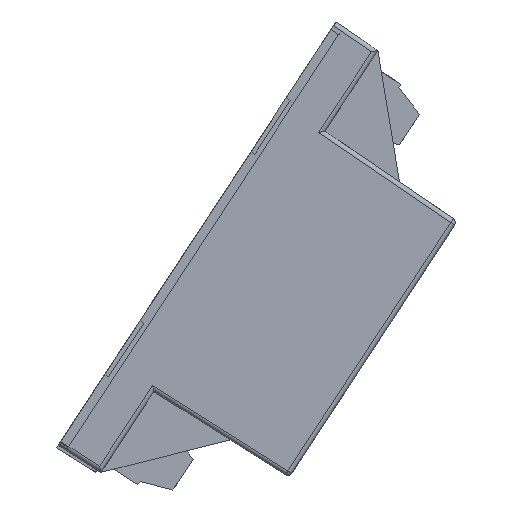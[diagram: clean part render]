
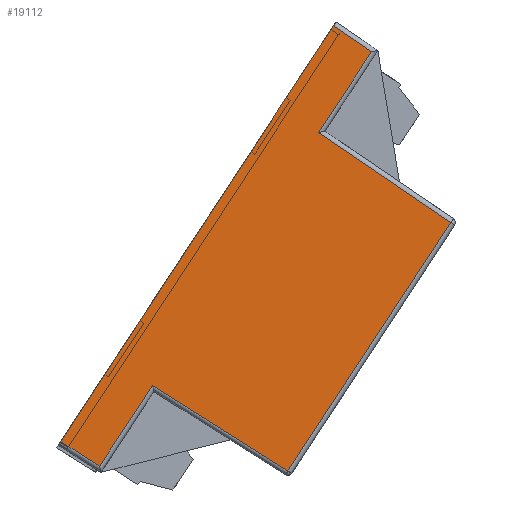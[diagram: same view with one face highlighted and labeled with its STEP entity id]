
A CAD part, front view. The second image highlights one B-rep face of the part: STEP entity #19112.
In plain terms, the highlighted face is planar.
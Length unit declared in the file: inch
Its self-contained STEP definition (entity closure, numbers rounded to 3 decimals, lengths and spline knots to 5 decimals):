
#216 = CARTESIAN_POINT ( 'NONE',  ( 1.09675, -0.17501, -0.84695 ) ) ;
#337 = CARTESIAN_POINT ( 'NONE',  ( -0.30988, -0.17501, -0.84695 ) ) ;
#424 = VECTOR ( 'NONE', #7235, 39.37008 ) ;
#520 = LINE ( 'NONE', #8996, #531 ) ;
#531 = VECTOR ( 'NONE', #15880, 39.37008 ) ;
#744 = CARTESIAN_POINT ( 'NONE',  ( 1.07363, -0.17501, -0.84695 ) ) ;
#829 = EDGE_CURVE ( 'NONE', #8807, #2227, #17520, .T. ) ;
#860 = LINE ( 'NONE', #744, #1462 ) ;
#1401 = ORIENTED_EDGE ( 'NONE', *, *, #14165, .F. ) ;
#1462 = VECTOR ( 'NONE', #9339, 39.37008 ) ;
#1883 = VECTOR ( 'NONE', #14207, 39.37008 ) ;
#2227 = VERTEX_POINT ( 'NONE', #8760 ) ;
#2557 = CARTESIAN_POINT ( 'NONE',  ( 0.6634, -0.35636, -0.85012 ) ) ;
#3307 = VECTOR ( 'NONE', #22327, 39.37008 ) ;
#3405 = VERTEX_POINT ( 'NONE', #7458 ) ;
#3557 = EDGE_CURVE ( 'NONE', #17996, #17886, #860, .T. ) ;
#3708 = LINE ( 'NONE', #216, #4874 ) ;
#3971 = EDGE_CURVE ( 'NONE', #7023, #8807, #13638, .T. ) ;
#4361 = LINE ( 'NONE', #2557, #22151 ) ;
#4874 = VECTOR ( 'NONE', #15911, 39.37008 ) ;
#5491 = CARTESIAN_POINT ( 'NONE',  ( -0.6392, -0.35636, -0.85012 ) ) ;
#6071 = EDGE_CURVE ( 'NONE', #3405, #13347, #520, .T. ) ;
#6767 = EDGE_LOOP ( 'NONE', ( #21110, #19131, #20558, #1401, #10242, #19051, #21526, #8757 ) ) ;
#7023 = VERTEX_POINT ( 'NONE', #12108 ) ;
#7185 = VECTOR ( 'NONE', #10361, 39.37008 ) ;
#7235 = DIRECTION ( 'NONE',  ( 1., 0., 0. ) ) ;
#7458 = CARTESIAN_POINT ( 'NONE',  ( -0.62407, 0.51003, -0.83499 ) ) ;
#7697 = AXIS2_PLACEMENT_3D ( 'NONE', #13115, #18742, #11867 ) ;
#7840 = EDGE_CURVE ( 'NONE', #17996, #13440, #3708, .T. ) ;
#8757 = ORIENTED_EDGE ( 'NONE', *, *, #3557, .T. ) ;
#8760 = CARTESIAN_POINT ( 'NONE',  ( -0.63603, -0.17501, -0.84695 ) ) ;
#8807 = VERTEX_POINT ( 'NONE', #15319 ) ;
#8979 = CARTESIAN_POINT ( 'NONE',  ( 0.64828, 0.51003, -0.83499 ) ) ;
#8996 = CARTESIAN_POINT ( 'NONE',  ( -0.30988, 0.51003, -0.83499 ) ) ;
#9339 = DIRECTION ( 'NONE',  ( 0.017, -1., -0.017 ) ) ;
#10242 = ORIENTED_EDGE ( 'NONE', *, *, #6071, .T. ) ;
#10361 = DIRECTION ( 'NONE',  ( 0.017, 1., 0.017 ) ) ;
#11867 = DIRECTION ( 'NONE',  ( -1., 0., 0. ) ) ;
#12108 = CARTESIAN_POINT ( 'NONE',  ( -1.05286, -0.3722, -0.85039 ) ) ;
#13115 = CARTESIAN_POINT ( 'NONE',  ( -0.30988, -0.3722, -0.85039 ) ) ;
#13337 = CARTESIAN_POINT ( 'NONE',  ( 1.07707, -0.3722, -0.85039 ) ) ;
#13347 = VERTEX_POINT ( 'NONE', #8979 ) ;
#13440 = VERTEX_POINT ( 'NONE', #14730 ) ;
#13638 = LINE ( 'NONE', #18942, #7185 ) ;
#14165 = EDGE_CURVE ( 'NONE', #3405, #2227, #15890, .T. ) ;
#14207 = DIRECTION ( 'NONE',  ( -0.017, -1., -0.017 ) ) ;
#14410 = CARTESIAN_POINT ( 'NONE',  ( 1.07363, -0.17501, -0.84695 ) ) ;
#14730 = CARTESIAN_POINT ( 'NONE',  ( 0.66024, -0.17501, -0.84695 ) ) ;
#15319 = CARTESIAN_POINT ( 'NONE',  ( -1.04942, -0.17501, -0.84695 ) ) ;
#15443 = LINE ( 'NONE', #16593, #3307 ) ;
#15880 = DIRECTION ( 'NONE',  ( 1., 0., 0. ) ) ;
#15890 = LINE ( 'NONE', #5491, #1883 ) ;
#15911 = DIRECTION ( 'NONE',  ( -1., 0., 0. ) ) ;
#16160 = FACE_OUTER_BOUND ( 'NONE', #6767, .T. ) ;
#16478 = EDGE_CURVE ( 'NONE', #13440, #13347, #4361, .T. ) ;
#16593 = CARTESIAN_POINT ( 'NONE',  ( 1.07707, -0.3722, -0.85039 ) ) ;
#16705 = PLANE ( 'NONE',  #7697 ) ;
#17520 = LINE ( 'NONE', #337, #424 ) ;
#17886 = VERTEX_POINT ( 'NONE', #13337 ) ;
#17925 = EDGE_CURVE ( 'NONE', #17886, #7023, #15443, .T. ) ;
#17943 = DIRECTION ( 'NONE',  ( -0.017, 1., 0.017 ) ) ;
#17996 = VERTEX_POINT ( 'NONE', #14410 ) ;
#18742 = DIRECTION ( 'NONE',  ( 0., 0.017, -1. ) ) ;
#18942 = CARTESIAN_POINT ( 'NONE',  ( -1.05286, -0.3722, -0.85039 ) ) ;
#19051 = ORIENTED_EDGE ( 'NONE', *, *, #16478, .F. ) ;
#19112 = ADVANCED_FACE ( 'NONE', ( #16160 ), #16705, .T. ) ;
#19131 = ORIENTED_EDGE ( 'NONE', *, *, #3971, .T. ) ;
#20558 = ORIENTED_EDGE ( 'NONE', *, *, #829, .T. ) ;
#21110 = ORIENTED_EDGE ( 'NONE', *, *, #17925, .T. ) ;
#21526 = ORIENTED_EDGE ( 'NONE', *, *, #7840, .F. ) ;
#22151 = VECTOR ( 'NONE', #17943, 39.37008 ) ;
#22327 = DIRECTION ( 'NONE',  ( -1., 0., 0. ) ) ;
